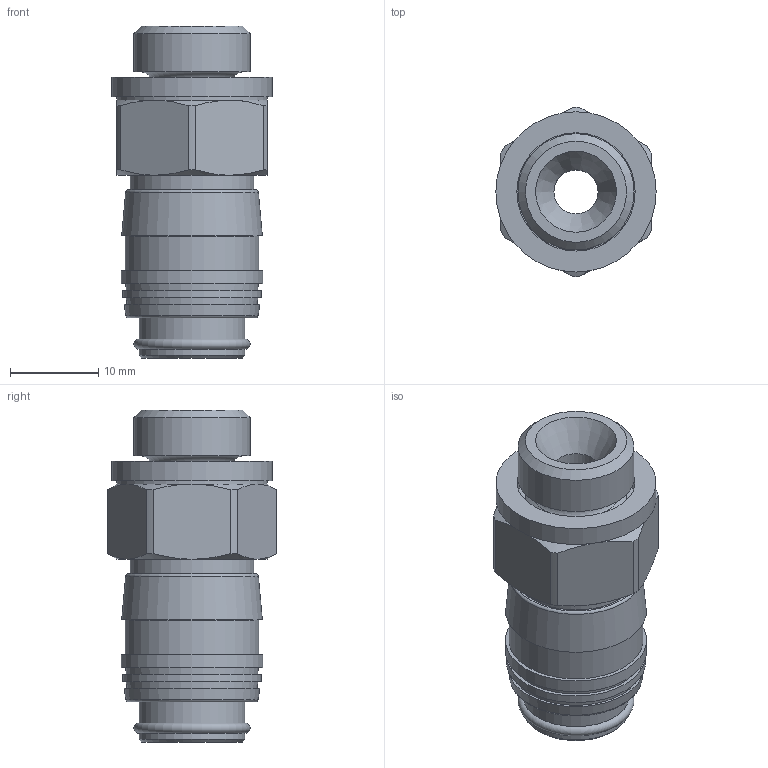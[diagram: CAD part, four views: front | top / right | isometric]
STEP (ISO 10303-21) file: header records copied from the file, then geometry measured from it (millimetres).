
FILE_DESCRIPTION(/* description */ ('STEP AP214'),/* implementation_level */ '2;1');
FILE_NAME(/* name */ '531626_KD3-1_4-A',/* time_stamp */ '2024-08-21T14:35:19+02:00',/* author */ ('License CC BY-ND 4.0'),/* organization */ ('CADENAS'),/* preprocessor_version */ 'ST-DEVELOPER v19.3',/* originating_system */ 'PARTsolutions',/* authorisation */ ' ');
FILE_SCHEMA (('AUTOMOTIVE_DESIGN {1 0 10303 214 3 1 1}'));
Length unit declared in the file: millimetre
Products named in the file (1): 531626 KD3-1/4-A
Bounding box: 18.15 x 19.15 x 37.6 mm (x, y, z)
Volume: 4635.2 mm3; surface area: 3819 mm2
Topology: 1 solids, 1 shells, 67 faces, 130 edges, 79 vertices
Faces by surface type: plane 22, cone 18, cylinder 18, torus 9
Full cylindrical faces by diameter (mm): 5 x1, 9 x1, 12 x2, 13.157 x1, 13.4 x1, 14 x2, 15.7 x1, 16 x1, 17 x1, 18.15 x1
Entity records: 2083 total; most frequent: CARTESIAN_POINT 320, DIRECTION 280, ORIENTED_EDGE 204, AXIS2_PLACEMENT_3D 134, EDGE_LOOP 110, FACE_BOUND 110, EDGE_CURVE 102, VERTEX_POINT 78
